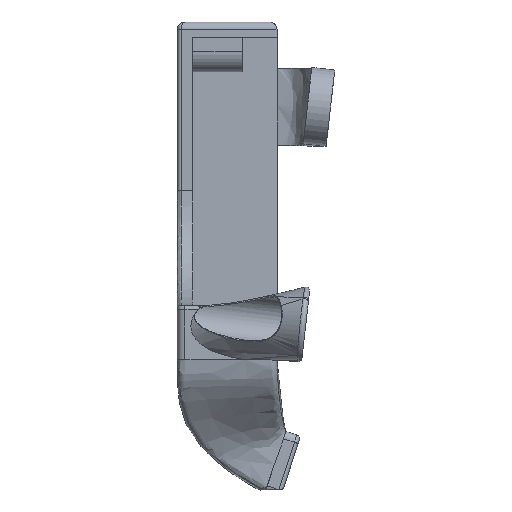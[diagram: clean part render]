
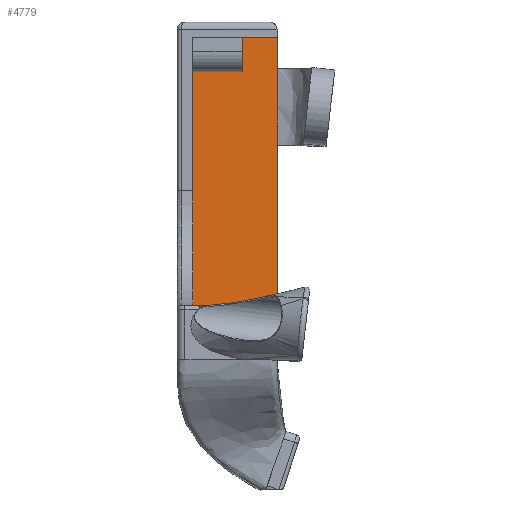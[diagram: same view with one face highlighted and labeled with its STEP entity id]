
A CAD part, left-side view. The second image highlights one B-rep face of the part: STEP entity #4779.
In plain terms, the highlighted planar face has unit normal (-1, 0, 0).
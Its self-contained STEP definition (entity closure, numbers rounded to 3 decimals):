
#71 = CARTESIAN_POINT ( 'NONE',  ( 20., -2., 0. ) ) ;
#73 = LINE ( 'NONE', #646, #4903 ) ;
#128 = VECTOR ( 'NONE', #5860, 1000. ) ;
#196 = ORIENTED_EDGE ( 'NONE', *, *, #3360, .F. ) ;
#245 = AXIS2_PLACEMENT_3D ( 'NONE', #7026, #5397, #6586 ) ;
#262 = DIRECTION ( 'NONE',  ( 0., -1., 0. ) ) ;
#363 = VECTOR ( 'NONE', #5473, 1000. ) ;
#384 = VECTOR ( 'NONE', #1646, 1000. ) ;
#413 = ORIENTED_EDGE ( 'NONE', *, *, #4916, .F. ) ;
#434 = EDGE_CURVE ( 'NONE', #4845, #4044, #4340, .T. ) ;
#501 = CARTESIAN_POINT ( 'NONE',  ( 20., -6.5, 55.342 ) ) ;
#534 = DIRECTION ( 'NONE',  ( 0., 0., -1. ) ) ;
#622 = VERTEX_POINT ( 'NONE', #1987 ) ;
#646 = CARTESIAN_POINT ( 'NONE',  ( 20., 6.5, 4.5 ) ) ;
#705 = ORIENTED_EDGE ( 'NONE', *, *, #5315, .F. ) ;
#711 = VECTOR ( 'NONE', #3774, 1000. ) ;
#729 = DIRECTION ( 'NONE',  ( 0., 1., 0. ) ) ;
#761 = DIRECTION ( 'NONE',  ( 0., 0., -1. ) ) ;
#849 = CARTESIAN_POINT ( 'NONE',  ( 20., -2., 0. ) ) ;
#895 = LINE ( 'NONE', #4068, #6981 ) ;
#912 = CARTESIAN_POINT ( 'NONE',  ( 20., -6.5, 0. ) ) ;
#922 = VECTOR ( 'NONE', #729, 1000. ) ;
#992 = LINE ( 'NONE', #501, #363 ) ;
#1026 = VECTOR ( 'NONE', #534, 1000. ) ;
#1070 = DIRECTION ( 'NONE',  ( 0., 0., -1. ) ) ;
#1104 = LINE ( 'NONE', #2318, #1026 ) ;
#1119 = VERTEX_POINT ( 'NONE', #4495 ) ;
#1236 = LINE ( 'NONE', #5702, #922 ) ;
#1273 = VERTEX_POINT ( 'NONE', #4025 ) ;
#1355 = VERTEX_POINT ( 'NONE', #6856 ) ;
#1640 = ORIENTED_EDGE ( 'NONE', *, *, #6052, .F. ) ;
#1646 = DIRECTION ( 'NONE',  ( 0., 0., -1. ) ) ;
#1705 = LINE ( 'NONE', #2182, #711 ) ;
#1946 = EDGE_CURVE ( 'NONE', #5605, #1355, #895, .T. ) ;
#1951 = EDGE_CURVE ( 'NONE', #622, #2181, #3556, .T. ) ;
#1987 = CARTESIAN_POINT ( 'NONE',  ( 20., -2., 40. ) ) ;
#2169 = PLANE ( 'NONE',  #245 ) ;
#2181 = VERTEX_POINT ( 'NONE', #4329 ) ;
#2182 = CARTESIAN_POINT ( 'NONE',  ( 20., -6.5, 25.895 ) ) ;
#2194 = CARTESIAN_POINT ( 'NONE',  ( 20., -6.5, 55.342 ) ) ;
#2318 = CARTESIAN_POINT ( 'NONE',  ( 20., -6.5, 25.895 ) ) ;
#2326 = EDGE_CURVE ( 'NONE', #2181, #4757, #4362, .T. ) ;
#2380 = VERTEX_POINT ( 'NONE', #3859 ) ;
#2695 = EDGE_CURVE ( 'NONE', #4757, #1273, #1104, .T. ) ;
#2732 = ORIENTED_EDGE ( 'NONE', *, *, #2326, .F. ) ;
#2749 = EDGE_CURVE ( 'NONE', #5605, #4011, #6406, .T. ) ;
#2796 = VECTOR ( 'NONE', #1070, 1000. ) ;
#2837 = ORIENTED_EDGE ( 'NONE', *, *, #6551, .F. ) ;
#2882 = EDGE_CURVE ( 'NONE', #4011, #622, #3790, .T. ) ;
#2928 = DIRECTION ( 'NONE',  ( 0., 0., -1. ) ) ;
#2934 = CARTESIAN_POINT ( 'NONE',  ( 20., 4.5, 35.5 ) ) ;
#2994 = LINE ( 'NONE', #6846, #5328 ) ;
#3101 = LINE ( 'NONE', #6365, #4180 ) ;
#3213 = CARTESIAN_POINT ( 'NONE',  ( 20., -2., 4.5 ) ) ;
#3360 = EDGE_CURVE ( 'NONE', #3432, #2380, #2994, .T. ) ;
#3432 = VERTEX_POINT ( 'NONE', #4154 ) ;
#3556 = LINE ( 'NONE', #6277, #3969 ) ;
#3565 = VERTEX_POINT ( 'NONE', #912 ) ;
#3774 = DIRECTION ( 'NONE',  ( 0., 0., -1. ) ) ;
#3790 = LINE ( 'NONE', #4264, #128 ) ;
#3855 = ORIENTED_EDGE ( 'NONE', *, *, #2695, .F. ) ;
#3859 = CARTESIAN_POINT ( 'NONE',  ( 20., -6.5, 25.903 ) ) ;
#3969 = VECTOR ( 'NONE', #262, 1000. ) ;
#4011 = VERTEX_POINT ( 'NONE', #6701 ) ;
#4025 = CARTESIAN_POINT ( 'NONE',  ( 20., -6.5, 35.968 ) ) ;
#4044 = VERTEX_POINT ( 'NONE', #849 ) ;
#4068 = CARTESIAN_POINT ( 'NONE',  ( 20., 4.5, 75.55 ) ) ;
#4154 = CARTESIAN_POINT ( 'NONE',  ( 20., -6.5, 31.094 ) ) ;
#4165 = EDGE_CURVE ( 'NONE', #1273, #3432, #3101, .T. ) ;
#4180 = VECTOR ( 'NONE', #5317, 1000. ) ;
#4264 = CARTESIAN_POINT ( 'NONE',  ( 20., -2., 40. ) ) ;
#4329 = CARTESIAN_POINT ( 'NONE',  ( 20., -6.5, 40. ) ) ;
#4340 = LINE ( 'NONE', #71, #2796 ) ;
#4362 = LINE ( 'NONE', #2194, #384 ) ;
#4371 = FACE_OUTER_BOUND ( 'NONE', #6830, .T. ) ;
#4388 = ORIENTED_EDGE ( 'NONE', *, *, #1946, .T. ) ;
#4475 = ORIENTED_EDGE ( 'NONE', *, *, #434, .T. ) ;
#4495 = CARTESIAN_POINT ( 'NONE',  ( 20., -6.5, 25.895 ) ) ;
#4592 = DIRECTION ( 'NONE',  ( 0., -1., 0. ) ) ;
#4622 = CARTESIAN_POINT ( 'NONE',  ( 20., 4.5, 35.5 ) ) ;
#4757 = VERTEX_POINT ( 'NONE', #7133 ) ;
#4779 = ADVANCED_FACE ( 'NONE', ( #4371 ), #2169, .F. ) ;
#4845 = VERTEX_POINT ( 'NONE', #3213 ) ;
#4860 = ORIENTED_EDGE ( 'NONE', *, *, #2749, .F. ) ;
#4903 = VECTOR ( 'NONE', #6233, 1000. ) ;
#4916 = EDGE_CURVE ( 'NONE', #3565, #4044, #1236, .T. ) ;
#5315 = EDGE_CURVE ( 'NONE', #1119, #3565, #992, .T. ) ;
#5317 = DIRECTION ( 'NONE',  ( 0., 0., -1. ) ) ;
#5328 = VECTOR ( 'NONE', #2928, 1000. ) ;
#5397 = DIRECTION ( 'NONE',  ( 1., 0., 0. ) ) ;
#5473 = DIRECTION ( 'NONE',  ( 0., 0., -1. ) ) ;
#5605 = VERTEX_POINT ( 'NONE', #2934 ) ;
#5702 = CARTESIAN_POINT ( 'NONE',  ( 20., 0., 0. ) ) ;
#5849 = ORIENTED_EDGE ( 'NONE', *, *, #1951, .F. ) ;
#5860 = DIRECTION ( 'NONE',  ( 0., 0., 1. ) ) ;
#6052 = EDGE_CURVE ( 'NONE', #2380, #1119, #1705, .T. ) ;
#6135 = VECTOR ( 'NONE', #4592, 1000. ) ;
#6233 = DIRECTION ( 'NONE',  ( 0., 1., 0. ) ) ;
#6277 = CARTESIAN_POINT ( 'NONE',  ( 20., 0., 40. ) ) ;
#6365 = CARTESIAN_POINT ( 'NONE',  ( 20., -6.5, 25.895 ) ) ;
#6406 = LINE ( 'NONE', #4622, #6135 ) ;
#6551 = EDGE_CURVE ( 'NONE', #4845, #1355, #73, .T. ) ;
#6586 = DIRECTION ( 'NONE',  ( 0., 0., -1. ) ) ;
#6701 = CARTESIAN_POINT ( 'NONE',  ( 20., -2., 35.5 ) ) ;
#6830 = EDGE_LOOP ( 'NONE', ( #413, #705, #1640, #196, #7116, #3855, #2732, #5849, #6941, #4860, #4388, #2837, #4475 ) ) ;
#6846 = CARTESIAN_POINT ( 'NONE',  ( 20., -6.5, 25.895 ) ) ;
#6856 = CARTESIAN_POINT ( 'NONE',  ( 20., 4.5, 4.5 ) ) ;
#6941 = ORIENTED_EDGE ( 'NONE', *, *, #2882, .F. ) ;
#6981 = VECTOR ( 'NONE', #761, 1000. ) ;
#7026 = CARTESIAN_POINT ( 'NONE',  ( 20., 0., 55.342 ) ) ;
#7116 = ORIENTED_EDGE ( 'NONE', *, *, #4165, .F. ) ;
#7133 = CARTESIAN_POINT ( 'NONE',  ( 20., -6.5, 35.97 ) ) ;
